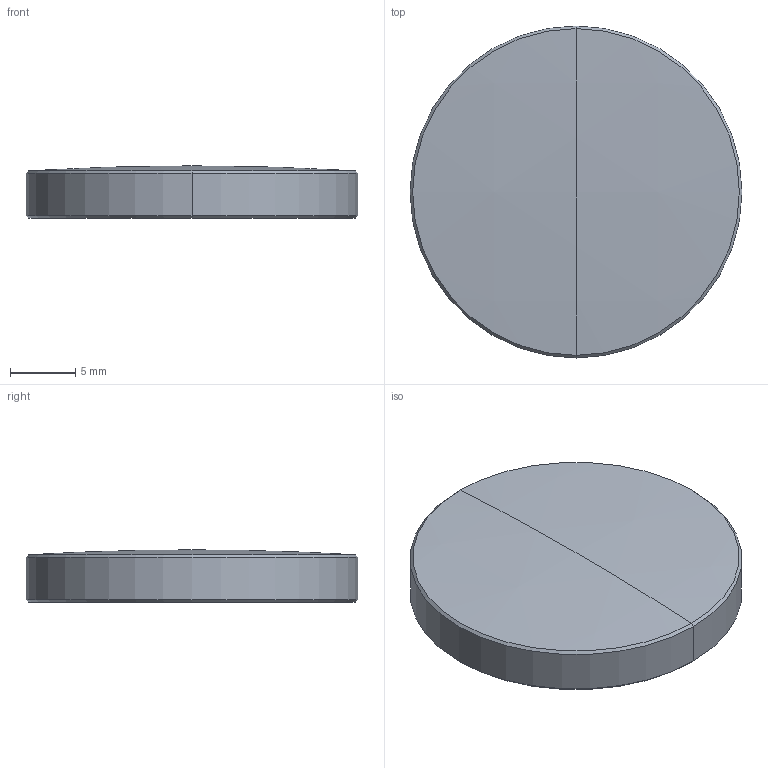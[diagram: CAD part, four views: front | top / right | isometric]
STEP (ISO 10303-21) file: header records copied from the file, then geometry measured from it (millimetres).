
FILE_DESCRIPTION (( 'STEP AP203' ), '1' );
FILE_NAME ('TTN023916-E0W.STEP', '2014-04-22T14:52:09', ( 'admin' ), ( '' ), 'SwSTEP 2.0', 'SolidWorks 2012', '' );
FILE_SCHEMA (( 'CONFIG_CONTROL_DESIGN' ));
Length unit declared in the file: inch
Products named in the file (1): TTN023916-E0W
Bounding box: 25.4 x 25.4 x 4 mm (x, y, z)
Volume: 1925.9 mm3; surface area: 1284.4 mm2
Topology: 1 solids, 1 shells, 9 faces, 16 edges, 9 vertices
Faces by surface type: cone 4, sphere 2, cylinder 2, plane 1
Entity records: 299 total; most frequent: DIRECTION 46, CARTESIAN_POINT 35, ORIENTED_EDGE 32, AXIS2_PLACEMENT_3D 20, EDGE_CURVE 16, CIRCLE 10, VERTEX_POINT 9, FACE_OUTER_BOUND 9
